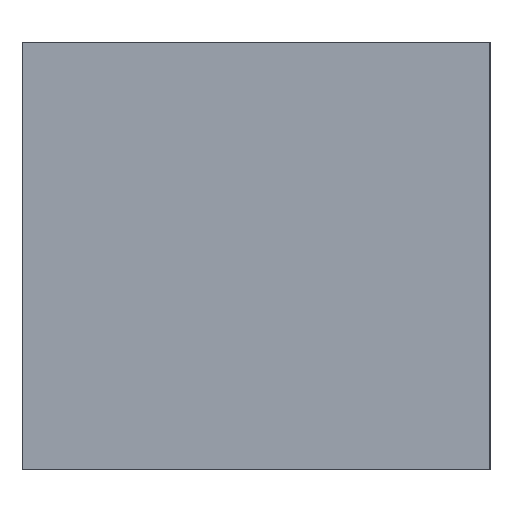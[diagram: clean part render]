
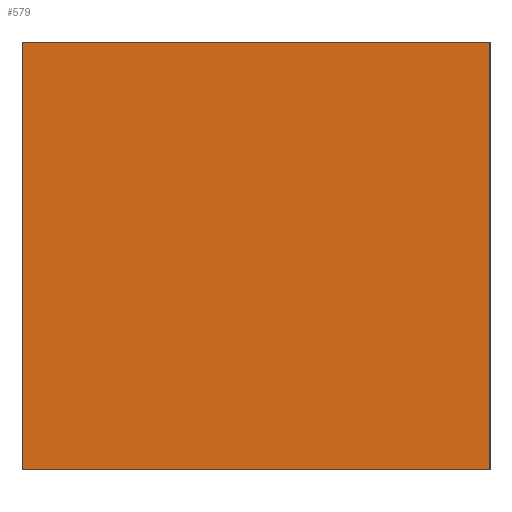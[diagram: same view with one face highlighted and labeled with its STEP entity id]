
A CAD part, left-side view. The second image highlights one B-rep face of the part: STEP entity #579.
In plain terms, the highlighted planar face has unit normal (-1, 0, 0).
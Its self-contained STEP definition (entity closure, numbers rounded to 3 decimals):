
#492=CARTESIAN_POINT('',(-40.816,-40.816,40.816));
#493=VERTEX_POINT('',#492);
#508=CARTESIAN_POINT('',(-40.816,52.116,40.816));
#509=VERTEX_POINT('',#508);
#516=CARTESIAN_POINT('',(-40.816,-40.816,40.816));
#517=DIRECTION('',(0.,1.,0.));
#518=VECTOR('',#517,92.933);
#519=LINE('',#516,#518);
#520=EDGE_CURVE('',#493,#509,#519,.T.);
#539=CARTESIAN_POINT('',(-40.816,-40.816,-43.816));
#540=VERTEX_POINT('',#539);
#541=CARTESIAN_POINT('',(-40.816,-40.816,-43.816));
#542=DIRECTION('',(0.,0.,1.));
#543=VECTOR('',#542,84.633);
#544=LINE('',#541,#543);
#545=EDGE_CURVE('',#540,#493,#544,.T.);
#556=CARTESIAN_POINT('',(-40.816,5.65,-43.816));
#557=DIRECTION('',(-1.,0.,0.));
#558=DIRECTION('',(0.,0.,1.));
#559=AXIS2_PLACEMENT_3D('',#556,#557,#558);
#560=PLANE('',#559);
#561=ORIENTED_EDGE('',*,*,#545,.T.);
#562=ORIENTED_EDGE('',*,*,#520,.T.);
#563=CARTESIAN_POINT('',(-40.816,52.116,-43.816));
#564=VERTEX_POINT('',#563);
#565=CARTESIAN_POINT('',(-40.816,52.116,-43.816));
#566=DIRECTION('',(0.,0.,1.));
#567=VECTOR('',#566,84.633);
#568=LINE('',#565,#567);
#569=EDGE_CURVE('',#564,#509,#568,.T.);
#570=ORIENTED_EDGE('',*,*,#569,.F.);
#571=CARTESIAN_POINT('',(-40.816,52.116,-43.816));
#572=DIRECTION('',(0.,-1.,0.));
#573=VECTOR('',#572,92.933);
#574=LINE('',#571,#573);
#575=EDGE_CURVE('',#564,#540,#574,.T.);
#576=ORIENTED_EDGE('',*,*,#575,.T.);
#577=EDGE_LOOP('',(#561,#562,#570,#576));
#578=FACE_BOUND('',#577,.T.);
#579=ADVANCED_FACE('',(#578),#560,.T.);
